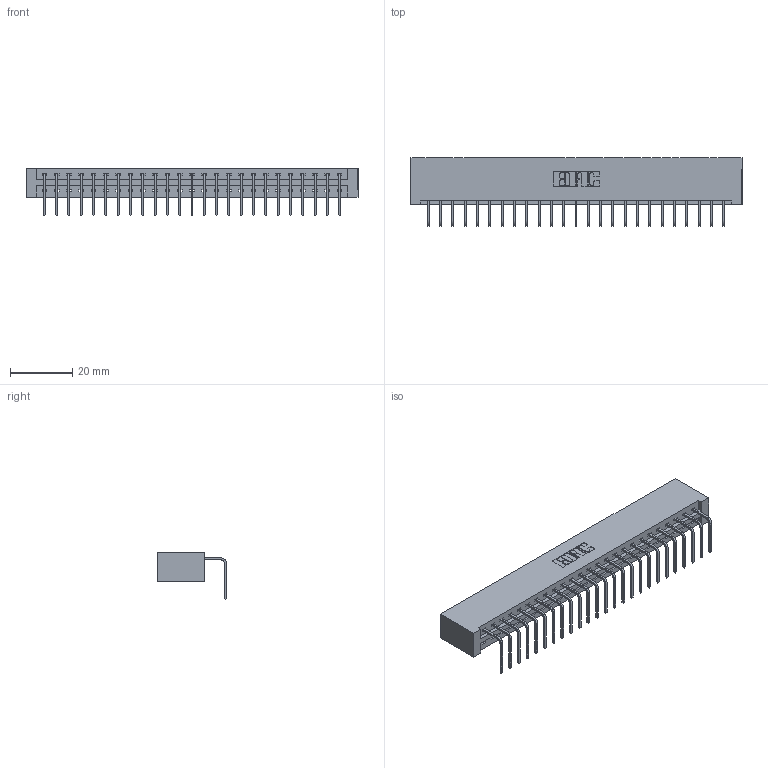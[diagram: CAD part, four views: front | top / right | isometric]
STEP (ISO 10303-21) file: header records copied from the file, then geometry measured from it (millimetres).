
FILE_DESCRIPTION (( 'STEP AP203' ), '1' );
FILE_NAME ('337-025-558-101.STEP', '2018-08-06T03:26:30', ( '' ), ( '' ), 'SwSTEP 2.0', 'SolidWorks 2016', '' );
FILE_SCHEMA (( 'CONFIG_CONTROL_DESIGN' ));
Length unit declared in the file: inch
Products named in the file (3): 337 Part_No Mounting Lugs; 345-292-001_558 Tail - 2; 337-025-558-101
Assembly tree (26 placements, depth 2):
  337-025-558-101
    337 Part_No Mounting Lugs
    345-292-001_558 Tail - 2  x25
Bounding box: 106.93 x 22.17 x 15.37 mm (x, y, z)
Volume: 11723.3 mm3; surface area: 12513.1 mm2
Topology: 26 solids, 26 shells, 1706 faces, 5137 edges, 3390 vertices
Faces by surface type: plane 1266, cylinder 440
Entity records: 20589 total; most frequent: CARTESIAN_POINT 3593, ORIENTED_EDGE 3554, DIRECTION 3051, EDGE_CURVE 1777, LINE 1657, VECTOR 1657, VERTEX_POINT 1182, AXIS2_PLACEMENT_3D 697
